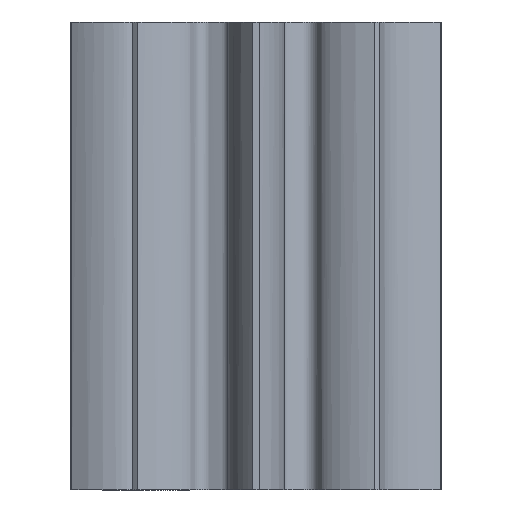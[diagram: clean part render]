
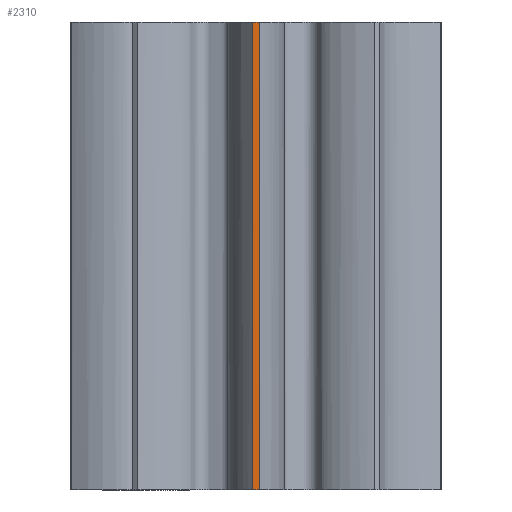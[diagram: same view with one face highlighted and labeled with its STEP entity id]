
A CAD part, left-side view. The second image highlights one B-rep face of the part: STEP entity #2310.
In plain terms, the highlighted cylindrical face has radius 7.645 mm (diameter 15.29 mm), a partial arc.
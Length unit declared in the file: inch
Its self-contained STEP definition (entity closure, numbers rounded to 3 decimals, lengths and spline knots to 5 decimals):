
#300 = CIRCLE ( 'NONE', #3238, 0.30098 ) ;
#499 = VECTOR ( 'NONE', #2638, 39.37008 ) ;
#526 = CARTESIAN_POINT ( 'NONE',  ( -0.30093, -0.00543, -0.375 ) ) ;
#629 = LINE ( 'NONE', #1159, #499 ) ;
#813 = CYLINDRICAL_SURFACE ( 'NONE', #2685, 0.30098 ) ;
#825 = VERTEX_POINT ( 'NONE', #6382 ) ;
#943 = DIRECTION ( 'NONE',  ( 1., 0., 0. ) ) ;
#1005 = DIRECTION ( 'NONE',  ( 0., 0., 1. ) ) ;
#1026 = VERTEX_POINT ( 'NONE', #1441 ) ;
#1088 = CARTESIAN_POINT ( 'NONE',  ( -0.30093, 0.00543, -0.375 ) ) ;
#1159 = CARTESIAN_POINT ( 'NONE',  ( -0.30093, 0.00543, 0. ) ) ;
#1294 = EDGE_CURVE ( 'NONE', #3687, #5833, #300, .T. ) ;
#1331 = ORIENTED_EDGE ( 'NONE', *, *, #3782, .F. ) ;
#1441 = CARTESIAN_POINT ( 'NONE',  ( -0.30093, 0.00543, 0.375 ) ) ;
#1727 = LINE ( 'NONE', #4874, #3740 ) ;
#1860 = EDGE_CURVE ( 'NONE', #825, #1026, #2613, .T. ) ;
#1876 = ORIENTED_EDGE ( 'NONE', *, *, #2458, .F. ) ;
#2310 = ADVANCED_FACE ( 'NONE', ( #5296 ), #813, .T. ) ;
#2323 = DIRECTION ( 'NONE',  ( 1., 0., 0. ) ) ;
#2413 = DIRECTION ( 'NONE',  ( 0., 0., -1. ) ) ;
#2458 = EDGE_CURVE ( 'NONE', #825, #5833, #1727, .T. ) ;
#2613 = CIRCLE ( 'NONE', #5739, 0.30098 ) ;
#2638 = DIRECTION ( 'NONE',  ( 0., 0., 1. ) ) ;
#2685 = AXIS2_PLACEMENT_3D ( 'NONE', #2886, #4815, #2323 ) ;
#2764 = DIRECTION ( 'NONE',  ( 1., 0., 0. ) ) ;
#2886 = CARTESIAN_POINT ( 'NONE',  ( 0., 0., 0. ) ) ;
#3060 = ORIENTED_EDGE ( 'NONE', *, *, #1860, .T. ) ;
#3097 = EDGE_LOOP ( 'NONE', ( #1876, #3060, #1331, #4243 ) ) ;
#3238 = AXIS2_PLACEMENT_3D ( 'NONE', #4002, #1005, #943 ) ;
#3687 = VERTEX_POINT ( 'NONE', #1088 ) ;
#3740 = VECTOR ( 'NONE', #2413, 39.37008 ) ;
#3782 = EDGE_CURVE ( 'NONE', #3687, #1026, #629, .T. ) ;
#4002 = CARTESIAN_POINT ( 'NONE',  ( 0., 0., -0.375 ) ) ;
#4243 = ORIENTED_EDGE ( 'NONE', *, *, #1294, .T. ) ;
#4246 = CARTESIAN_POINT ( 'NONE',  ( 0., 0., 0.375 ) ) ;
#4815 = DIRECTION ( 'NONE',  ( 0., 0., 1. ) ) ;
#4874 = CARTESIAN_POINT ( 'NONE',  ( -0.30093, -0.00543, 0. ) ) ;
#5296 = FACE_OUTER_BOUND ( 'NONE', #3097, .T. ) ;
#5739 = AXIS2_PLACEMENT_3D ( 'NONE', #4246, #5770, #2764 ) ;
#5770 = DIRECTION ( 'NONE',  ( 0., 0., -1. ) ) ;
#5833 = VERTEX_POINT ( 'NONE', #526 ) ;
#6382 = CARTESIAN_POINT ( 'NONE',  ( -0.30093, -0.00543, 0.375 ) ) ;
